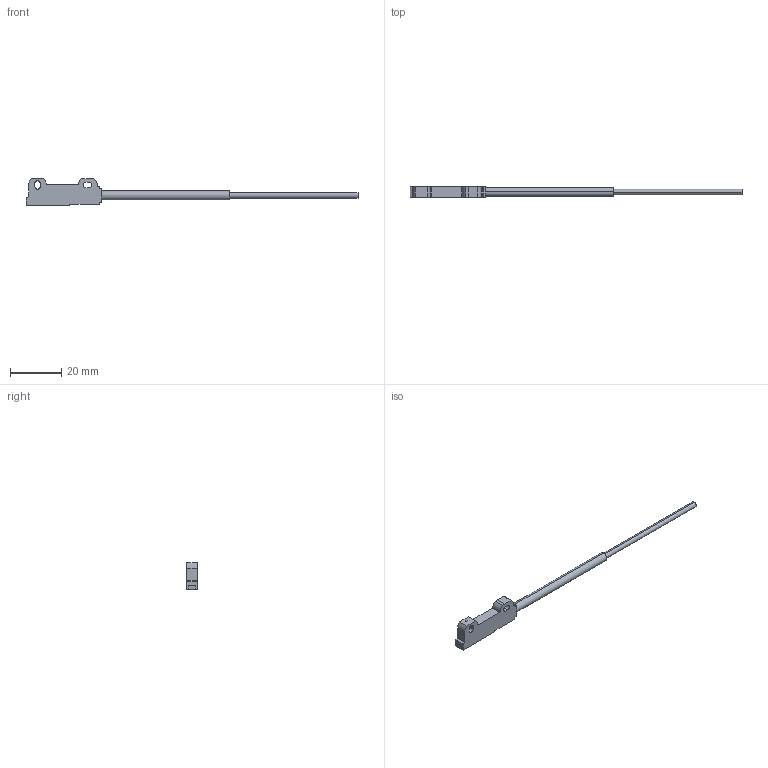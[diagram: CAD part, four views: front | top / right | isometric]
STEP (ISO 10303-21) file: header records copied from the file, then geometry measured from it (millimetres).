
FILE_DESCRIPTION (( 'STEP AP214' ), '1' );
FILE_NAME ('FOACAMPTE11M_3D.step', '2023-07-19T00:45:57', ( '' ), ( '' ), 'SwSTEP 2.0', 'SolidWorks 2022', '' );
FILE_SCHEMA (( 'AUTOMOTIVE_DESIGN' ));
Length unit declared in the file: millimetre
Products named in the file (1): FOACAMPTE11M_3D
Bounding box: 129.5 x 4 x 10.5 mm (x, y, z)
Volume: 1558.9 mm3; surface area: 2748.7 mm2
Topology: 2 solids, 2 shells, 167 faces, 378 edges, 252 vertices
Faces by surface type: cylinder 95, plane 72
Entity records: 4813 total; most frequent: DIRECTION 904, CARTESIAN_POINT 798, ORIENTED_EDGE 756, EDGE_CURVE 378, AXIS2_PLACEMENT_3D 358, VERTEX_POINT 252, EDGE_LOOP 208, CIRCLE 190
